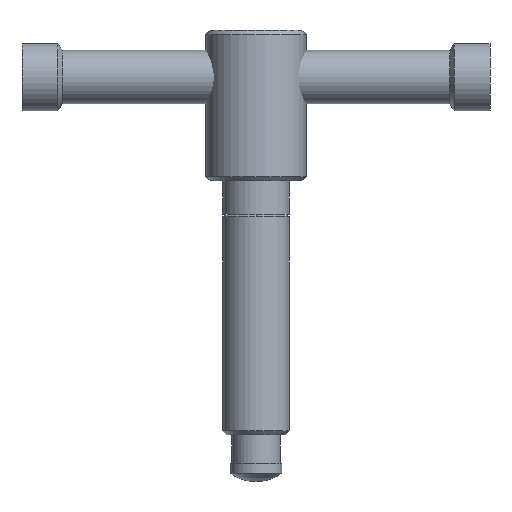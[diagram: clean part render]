
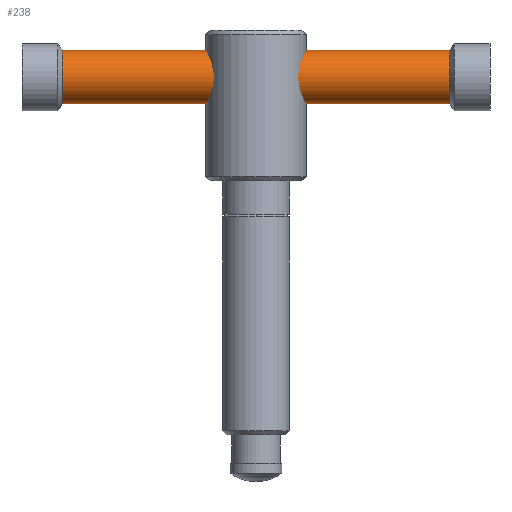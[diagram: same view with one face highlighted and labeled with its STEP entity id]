
A CAD part, front view. The second image highlights one B-rep face of the part: STEP entity #238.
In plain terms, the highlighted cylindrical face has radius 8 mm (diameter 16 mm), a partial arc.
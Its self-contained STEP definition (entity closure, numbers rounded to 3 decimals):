
#238=ADVANCED_FACE('',(#608),#609,.T.);
#240=EDGE_CURVE('',#424,#478,#611,.T.);
#250=VERTEX_POINT('',#623);
#278=EDGE_CURVE('',#302,#478,#655,.T.);
#288=EDGE_CURVE('',#250,#302,#665,.T.);
#302=VERTEX_POINT('',#683);
#402=EDGE_CURVE('',#424,#250,#794,.T.);
#424=VERTEX_POINT('',#820);
#478=VERTEX_POINT('',#880);
#608=FACE_OUTER_BOUND('',#1026,.T.);
#609=CYLINDRICAL_SURFACE('',#1027,8.0);
#611=CIRCLE('',#1030,8.0);
#623=CARTESIAN_POINT('',(58.,0.,113.0));
#655=LINE('',#1082,#1083);
#665=CIRCLE('',#1096,8.0);
#683=CARTESIAN_POINT('',(58.,0.,129.0));
#794=LINE('',#1261,#1262);
#820=CARTESIAN_POINT('',(-58.,0.,113.0));
#880=CARTESIAN_POINT('',(-58.,0.,129.0));
#1026=EDGE_LOOP('',(#1535,#1536,#1537,#1538));
#1027=AXIS2_PLACEMENT_3D('',#1539,#1540,#1541);
#1030=AXIS2_PLACEMENT_3D('',#1542,#1543,#1544);
#1082=CARTESIAN_POINT('',(-29.,0.,129.0));
#1083=VECTOR('',#1594,1.0);
#1096=AXIS2_PLACEMENT_3D('',#1596,#1597,#1598);
#1261=CARTESIAN_POINT('',(-29.,0.,113.0));
#1262=VECTOR('',#1768,1.0);
#1535=ORIENTED_EDGE('',*,*,#278,.T.);
#1536=ORIENTED_EDGE('',*,*,#240,.F.);
#1537=ORIENTED_EDGE('',*,*,#402,.T.);
#1538=ORIENTED_EDGE('',*,*,#288,.T.);
#1539=CARTESIAN_POINT('',(-29.,0.,121.0));
#1540=DIRECTION('',(1.0,-0.0,-0.0));
#1541=DIRECTION('',(0.0,0.,1.0));
#1542=CARTESIAN_POINT('',(-58.,0.,121.0));
#1543=DIRECTION('',(-1.0,0.0,0.0));
#1544=DIRECTION('',(0.0,0.,1.0));
#1594=DIRECTION('',(-1.0,0.0,0.0));
#1596=CARTESIAN_POINT('',(58.,0.,121.0));
#1597=DIRECTION('',(-1.0,0.0,0.0));
#1598=DIRECTION('',(0.0,0.,1.0));
#1768=DIRECTION('',(1.0,-0.0,-0.0));
